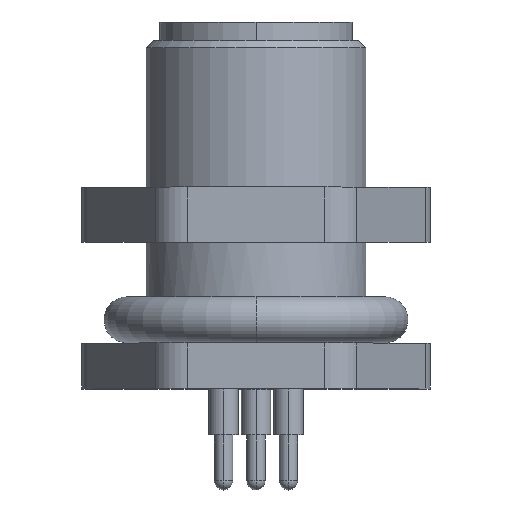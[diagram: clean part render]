
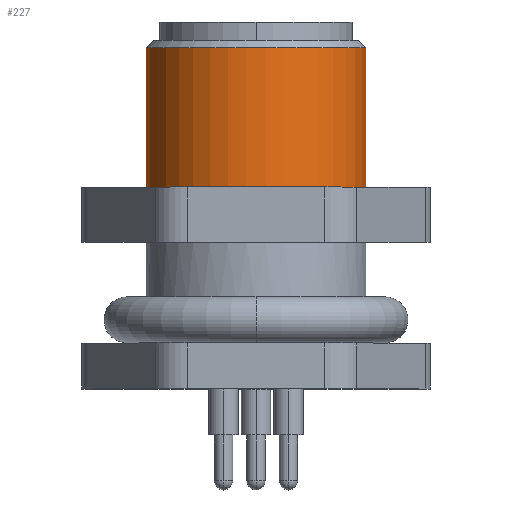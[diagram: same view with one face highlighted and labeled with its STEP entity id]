
A CAD part, top view. The second image highlights one B-rep face of the part: STEP entity #227.
In plain terms, the highlighted cylindrical face has radius 6 mm (diameter 12 mm), a partial arc.
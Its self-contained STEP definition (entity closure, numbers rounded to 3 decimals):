
#190 = CARTESIAN_POINT ( 'NONE',  ( 0., 18.6, 0. ) ) ;
#227 = ADVANCED_FACE ( 'NONE', ( #2735 ), #2379, .T. ) ;
#287 = CARTESIAN_POINT ( 'NONE',  ( -2.615, 18.6, -5.4 ) ) ;
#358 = ORIENTED_EDGE ( 'NONE', *, *, #1099, .T. ) ;
#395 = LINE ( 'NONE', #625, #942 ) ;
#422 = DIRECTION ( 'NONE',  ( 0., 0., -1. ) ) ;
#488 = VERTEX_POINT ( 'NONE', #604 ) ;
#513 = DIRECTION ( 'NONE',  ( 0., -1., 0. ) ) ;
#604 = CARTESIAN_POINT ( 'NONE',  ( 2.615, 11., -5.4 ) ) ;
#625 = CARTESIAN_POINT ( 'NONE',  ( 2.615, 20., -5.4 ) ) ;
#700 = CARTESIAN_POINT ( 'NONE',  ( -2.615, 11., -5.4 ) ) ;
#705 = CARTESIAN_POINT ( 'NONE',  ( 0., 11., 0. ) ) ;
#819 = CARTESIAN_POINT ( 'NONE',  ( 2.615, 18.6, -5.4 ) ) ;
#858 = VERTEX_POINT ( 'NONE', #819 ) ;
#929 = DIRECTION ( 'NONE',  ( 0., 0., -1. ) ) ;
#942 = VECTOR ( 'NONE', #2248, 1000. ) ;
#943 = AXIS2_PLACEMENT_3D ( 'NONE', #2099, #1977, #1632 ) ;
#1043 = EDGE_LOOP ( 'NONE', ( #358, #2007, #1456, #2344 ) ) ;
#1099 = EDGE_CURVE ( 'NONE', #858, #1345, #1156, .T. ) ;
#1156 = CIRCLE ( 'NONE', #2314, 6. ) ;
#1289 = EDGE_CURVE ( 'NONE', #1345, #1835, #2424, .T. ) ;
#1345 = VERTEX_POINT ( 'NONE', #287 ) ;
#1363 = CIRCLE ( 'NONE', #2164, 6. ) ;
#1456 = ORIENTED_EDGE ( 'NONE', *, *, #1544, .T. ) ;
#1544 = EDGE_CURVE ( 'NONE', #1835, #488, #1363, .T. ) ;
#1632 = DIRECTION ( 'NONE',  ( 0., 0., -1. ) ) ;
#1826 = DIRECTION ( 'NONE',  ( 0., -1., 0. ) ) ;
#1835 = VERTEX_POINT ( 'NONE', #700 ) ;
#1977 = DIRECTION ( 'NONE',  ( 0., -1., 0. ) ) ;
#2007 = ORIENTED_EDGE ( 'NONE', *, *, #1289, .T. ) ;
#2099 = CARTESIAN_POINT ( 'NONE',  ( 0., 20., 0. ) ) ;
#2133 = CARTESIAN_POINT ( 'NONE',  ( -2.615, 20., -5.4 ) ) ;
#2164 = AXIS2_PLACEMENT_3D ( 'NONE', #705, #2329, #929 ) ;
#2248 = DIRECTION ( 'NONE',  ( 0., 1., 0. ) ) ;
#2314 = AXIS2_PLACEMENT_3D ( 'NONE', #190, #1826, #422 ) ;
#2329 = DIRECTION ( 'NONE',  ( 0., 1., 0. ) ) ;
#2344 = ORIENTED_EDGE ( 'NONE', *, *, #2657, .T. ) ;
#2379 = CYLINDRICAL_SURFACE ( 'NONE', #943, 6. ) ;
#2424 = LINE ( 'NONE', #2133, #2969 ) ;
#2657 = EDGE_CURVE ( 'NONE', #488, #858, #395, .T. ) ;
#2735 = FACE_OUTER_BOUND ( 'NONE', #1043, .T. ) ;
#2969 = VECTOR ( 'NONE', #513, 1000. ) ;
